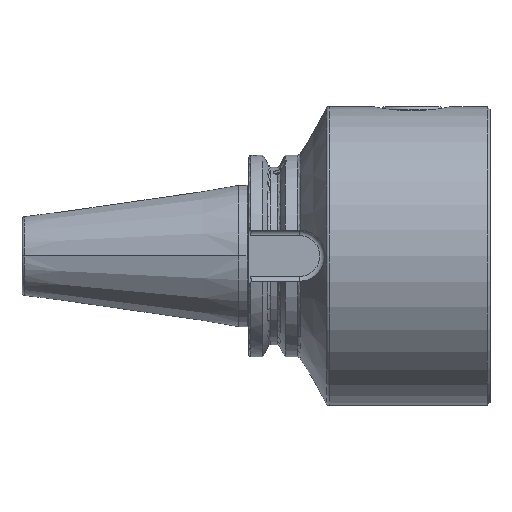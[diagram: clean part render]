
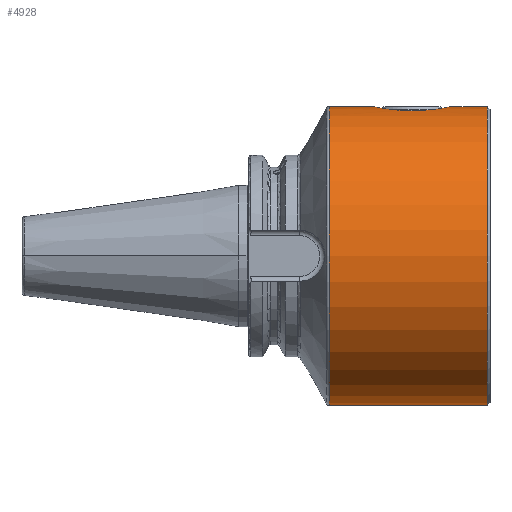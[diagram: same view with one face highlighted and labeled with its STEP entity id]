
A CAD part, top view. The second image highlights one B-rep face of the part: STEP entity #4928.
In plain terms, the highlighted cylindrical face has radius 47 mm (diameter 94 mm), a partial arc.
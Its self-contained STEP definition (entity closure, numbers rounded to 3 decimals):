
#50 = CARTESIAN_POINT ( 'NONE',  ( 60.431, 46.008, 9.607 ) ) ;
#90 = CARTESIAN_POINT ( 'NONE',  ( 66.446, 46.928, 2.631 ) ) ;
#324 = EDGE_CURVE ( 'NONE', #5027, #2888, #2379, .T. ) ;
#482 = ORIENTED_EDGE ( 'NONE', *, *, #3252, .T. ) ;
#556 = EDGE_CURVE ( 'NONE', #8458, #5715, #7500, .T. ) ;
#722 = CARTESIAN_POINT ( 'NONE',  ( 54.55, 45.705, 10.955 ) ) ;
#746 = CARTESIAN_POINT ( 'NONE',  ( 61.765, 46.157, 8.868 ) ) ;
#773 = CARTESIAN_POINT ( 'NONE',  ( 66.8, 47., 0.769 ) ) ;
#776 = CARTESIAN_POINT ( 'NONE',  ( 79.1, 47., 0. ) ) ;
#809 = DIRECTION ( 'NONE',  ( 1., 0., 0. ) ) ;
#1158 = FACE_OUTER_BOUND ( 'NONE', #2600, .T. ) ;
#1402 = ORIENTED_EDGE ( 'NONE', *, *, #6697, .F. ) ;
#1423 = CARTESIAN_POINT ( 'NONE',  ( 63.247, 46.364, 7.707 ) ) ;
#1745 = ORIENTED_EDGE ( 'NONE', *, *, #324, .F. ) ;
#1748 = AXIS2_PLACEMENT_3D ( 'NONE', #8392, #4315, #3639 ) ;
#1776 = CIRCLE ( 'NONE', #7304, 47. ) ;
#1911 = AXIS2_PLACEMENT_3D ( 'NONE', #3456, #8221, #4130 ) ;
#2104 = CARTESIAN_POINT ( 'NONE',  ( 55.309, 45.709, 10.939 ) ) ;
#2131 = CARTESIAN_POINT ( 'NONE',  ( 64.054, 46.491, 6.904 ) ) ;
#2230 = CARTESIAN_POINT ( 'NONE',  ( 51.906, 45.766, 10.7 ) ) ;
#2280 = ORIENTED_EDGE ( 'NONE', *, *, #2925, .F. ) ;
#2378 = B_SPLINE_CURVE_WITH_KNOTS ( 'NONE', 3,
 ( #5543, #5882, #6106, #5510, #5329, #5303, #5103, #5006, #4917, #4825, #4769, #5046, #4129, #3793, #3637, #3605, #4044, #3485, #3012, #3400, #2230, #3342, #3223, #3076 ),
 .UNSPECIFIED., .F., .F.,
 ( 4, 2, 2, 2, 2, 2, 2, 2, 2, 2, 2, 4 ),
 ( 0.009, 0.011, 0.012, 0.014, 0.016, 0.018, 0.021, 0.022, 0.023, 0.024, 0.025, 0.028 ),
 .UNSPECIFIED. ) ;
#2379 = LINE ( 'NONE', #776, #3968 ) ;
#2581 = LINE ( 'NONE', #5194, #4404 ) ;
#2600 = EDGE_LOOP ( 'NONE', ( #2617, #482, #6153, #1745, #1402, #2280, #6981 ) ) ;
#2617 = ORIENTED_EDGE ( 'NONE', *, *, #8480, .T. ) ;
#2774 = CYLINDRICAL_SURFACE ( 'NONE', #1748, 47. ) ;
#2786 = CARTESIAN_POINT ( 'NONE',  ( 56.453, 45.736, 10.827 ) ) ;
#2816 = CARTESIAN_POINT ( 'NONE',  ( 65.015, 46.654, 5.724 ) ) ;
#2888 = VERTEX_POINT ( 'NONE', #8306 ) ;
#2925 = EDGE_CURVE ( 'NONE', #5715, #3164, #2378, .T. ) ;
#3012 = CARTESIAN_POINT ( 'NONE',  ( 50.795, 45.828, 10.429 ) ) ;
#3039 = CARTESIAN_POINT ( 'NONE',  ( 66.8, 47., 0. ) ) ;
#3071 = CARTESIAN_POINT ( 'NONE',  ( 42.3, 47., 0. ) ) ;
#3076 = CARTESIAN_POINT ( 'NONE',  ( 54.55, 45.705, 10.955 ) ) ;
#3164 = VERTEX_POINT ( 'NONE', #6320 ) ;
#3172 = CARTESIAN_POINT ( 'NONE',  ( 28.432, 0., 0. ) ) ;
#3223 = CARTESIAN_POINT ( 'NONE',  ( 53.793, 45.705, 10.955 ) ) ;
#3252 = EDGE_CURVE ( 'NONE', #4057, #8806, #2581, .T. ) ;
#3342 = CARTESIAN_POINT ( 'NONE',  ( 53.037, 45.721, 10.893 ) ) ;
#3400 = CARTESIAN_POINT ( 'NONE',  ( 51.531, 45.785, 10.62 ) ) ;
#3456 = CARTESIAN_POINT ( 'NONE',  ( 78.2, 0., 0. ) ) ;
#3480 = CARTESIAN_POINT ( 'NONE',  ( 58.317, 45.826, 10.443 ) ) ;
#3485 = CARTESIAN_POINT ( 'NONE',  ( 50.433, 45.853, 10.319 ) ) ;
#3508 = CARTESIAN_POINT ( 'NONE',  ( 65.924, 46.825, 4.071 ) ) ;
#3605 = CARTESIAN_POINT ( 'NONE',  ( 49.369, 45.94, 9.926 ) ) ;
#3637 = CARTESIAN_POINT ( 'NONE',  ( 48.679, 46.007, 9.612 ) ) ;
#3639 = DIRECTION ( 'NONE',  ( 0., 1., 0. ) ) ;
#3793 = CARTESIAN_POINT ( 'NONE',  ( 48.338, 46.043, 9.439 ) ) ;
#3854 = DIRECTION ( 'NONE',  ( 0., -1., 0. ) ) ;
#3968 = VECTOR ( 'NONE', #809, 1000. ) ;
#4044 = CARTESIAN_POINT ( 'NONE',  ( 49.72, 45.909, 10.067 ) ) ;
#4057 = VERTEX_POINT ( 'NONE', #5618 ) ;
#4129 = CARTESIAN_POINT ( 'NONE',  ( 47.344, 46.156, 8.874 ) ) ;
#4130 = DIRECTION ( 'NONE',  ( 0., 1., 0. ) ) ;
#4153 = CARTESIAN_POINT ( 'NONE',  ( 59.738, 45.941, 9.923 ) ) ;
#4183 = CARTESIAN_POINT ( 'NONE',  ( 66.337, 46.906, 2.997 ) ) ;
#4315 = DIRECTION ( 'NONE',  ( 1., 0., 0. ) ) ;
#4404 = VECTOR ( 'NONE', #5672, 1000. ) ;
#4769 = CARTESIAN_POINT ( 'NONE',  ( 45.569, 46.406, 7.467 ) ) ;
#4794 = EDGE_CURVE ( 'NONE', #2888, #8806, #7481, .T. ) ;
#4825 = CARTESIAN_POINT ( 'NONE',  ( 45.032, 46.492, 6.917 ) ) ;
#4853 = CARTESIAN_POINT ( 'NONE',  ( 60.774, 46.044, 9.432 ) ) ;
#4856 = CARTESIAN_POINT ( 'NONE',  ( 79.1, 47., 0. ) ) ;
#4881 = CARTESIAN_POINT ( 'NONE',  ( 66.71, 46.981, 1.523 ) ) ;
#4917 = CARTESIAN_POINT ( 'NONE',  ( 44.091, 46.653, 5.732 ) ) ;
#4928 = ADVANCED_FACE ( 'NONE', ( #1158 ), #2774, .T. ) ;
#4939 = DIRECTION ( 'NONE',  ( 1., 0., 0. ) ) ;
#5006 = CARTESIAN_POINT ( 'NONE',  ( 43.682, 46.728, 5.093 ) ) ;
#5027 = VERTEX_POINT ( 'NONE', #3039 ) ;
#5046 = CARTESIAN_POINT ( 'NONE',  ( 46.723, 46.238, 8.443 ) ) ;
#5103 = CARTESIAN_POINT ( 'NONE',  ( 43.003, 46.858, 3.72 ) ) ;
#5194 = CARTESIAN_POINT ( 'NONE',  ( 79.1, -47., 0. ) ) ;
#5303 = CARTESIAN_POINT ( 'NONE',  ( 42.744, 46.91, 3.008 ) ) ;
#5329 = CARTESIAN_POINT ( 'NONE',  ( 42.479, 46.963, 1.898 ) ) ;
#5510 = CARTESIAN_POINT ( 'NONE',  ( 42.412, 46.977, 1.519 ) ) ;
#5535 = CARTESIAN_POINT ( 'NONE',  ( 62.384, 46.239, 8.437 ) ) ;
#5543 = CARTESIAN_POINT ( 'NONE',  ( 42.3, 47., 0. ) ) ;
#5567 = CARTESIAN_POINT ( 'NONE',  ( 66.8, 47., 0. ) ) ;
#5618 = CARTESIAN_POINT ( 'NONE',  ( 28.432, -47., 0. ) ) ;
#5672 = DIRECTION ( 'NONE',  ( 1., 0., 0. ) ) ;
#5684 = VECTOR ( 'NONE', #4939, 1000. ) ;
#5715 = VERTEX_POINT ( 'NONE', #3071 ) ;
#5774 = CARTESIAN_POINT ( 'NONE',  ( 78.2, -47., 0. ) ) ;
#5882 = CARTESIAN_POINT ( 'NONE',  ( 42.3, 47., 0.379 ) ) ;
#6106 = CARTESIAN_POINT ( 'NONE',  ( 42.322, 46.995, 0.758 ) ) ;
#6153 = ORIENTED_EDGE ( 'NONE', *, *, #4794, .F. ) ;
#6222 = CARTESIAN_POINT ( 'NONE',  ( 63.524, 46.407, 7.449 ) ) ;
#6320 = CARTESIAN_POINT ( 'NONE',  ( 54.55, 45.705, 10.955 ) ) ;
#6593 = B_SPLINE_CURVE_WITH_KNOTS ( 'NONE', 3,
 ( #722, #8857, #2104, #6876, #2786, #7563, #3480, #8243, #4153, #50, #4853, #746, #5535, #1423, #6222, #2131, #6908, #2816, #7596, #3508, #8274, #4183, #90, #4881, #773, #5567 ),
 .UNSPECIFIED., .F., .F.,
 ( 4, 2, 2, 2, 2, 2, 2, 2, 2, 2, 2, 2, 4 ),
 ( 0.028, 0.029, 0.03, 0.032, 0.033, 0.034, 0.037, 0.038, 0.039, 0.041, 0.042, 0.044, 0.046 ),
 .UNSPECIFIED. ) ;
#6697 = EDGE_CURVE ( 'NONE', #3164, #5027, #6593, .T. ) ;
#6876 = CARTESIAN_POINT ( 'NONE',  ( 56.07, 45.724, 10.875 ) ) ;
#6908 = CARTESIAN_POINT ( 'NONE',  ( 64.308, 46.533, 6.615 ) ) ;
#6981 = ORIENTED_EDGE ( 'NONE', *, *, #556, .F. ) ;
#7304 = AXIS2_PLACEMENT_3D ( 'NONE', #3172, #7932, #3854 ) ;
#7481 = CIRCLE ( 'NONE', #1911, 47. ) ;
#7500 = LINE ( 'NONE', #4856, #5684 ) ;
#7563 = CARTESIAN_POINT ( 'NONE',  ( 57.583, 45.781, 10.634 ) ) ;
#7596 = CARTESIAN_POINT ( 'NONE',  ( 65.42, 46.729, 5.089 ) ) ;
#7932 = DIRECTION ( 'NONE',  ( 1., 0., 0. ) ) ;
#8221 = DIRECTION ( 'NONE',  ( 1., 0., 0. ) ) ;
#8243 = CARTESIAN_POINT ( 'NONE',  ( 59.387, 45.91, 10.064 ) ) ;
#8274 = CARTESIAN_POINT ( 'NONE',  ( 66.074, 46.854, 3.721 ) ) ;
#8306 = CARTESIAN_POINT ( 'NONE',  ( 78.2, 47., 0. ) ) ;
#8392 = CARTESIAN_POINT ( 'NONE',  ( 79.1, 0., 0. ) ) ;
#8458 = VERTEX_POINT ( 'NONE', #8557 ) ;
#8480 = EDGE_CURVE ( 'NONE', #8458, #4057, #1776, .T. ) ;
#8557 = CARTESIAN_POINT ( 'NONE',  ( 28.432, 47., 0. ) ) ;
#8806 = VERTEX_POINT ( 'NONE', #5774 ) ;
#8857 = CARTESIAN_POINT ( 'NONE',  ( 54.929, 45.705, 10.955 ) ) ;
